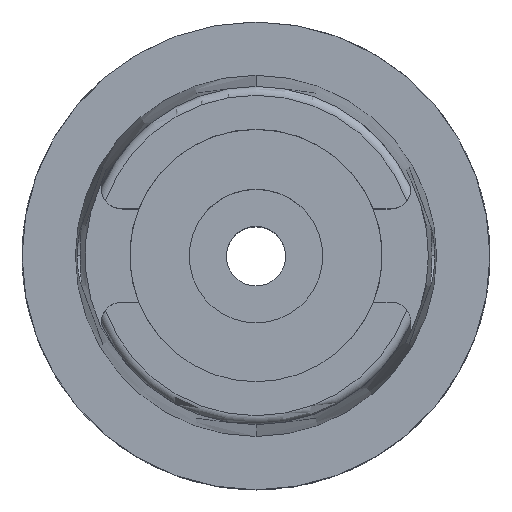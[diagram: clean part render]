
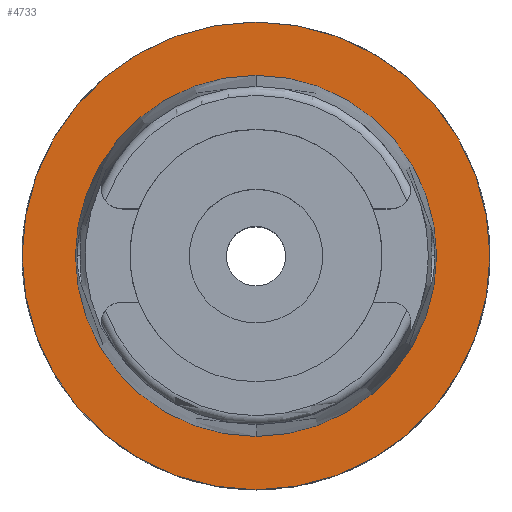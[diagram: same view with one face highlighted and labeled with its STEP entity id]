
A CAD part, top view. The second image highlights one B-rep face of the part: STEP entity #4733.
In plain terms, the highlighted planar face has unit normal (0, 0, 1).
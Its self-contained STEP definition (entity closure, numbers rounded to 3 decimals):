
#408 = FACE_BOUND ( 'NONE', #5350, .T. ) ;
#428 = EDGE_LOOP ( 'NONE', ( #4213, #3164 ) ) ;
#477 = DIRECTION ( 'NONE',  ( 0., 1., 0. ) ) ;
#800 = DIRECTION ( 'NONE',  ( 1., 0., 0. ) ) ;
#919 = CIRCLE ( 'NONE', #1361, 31.5 ) ;
#1096 = CARTESIAN_POINT ( 'NONE',  ( 0., 24.315, 0. ) ) ;
#1361 = AXIS2_PLACEMENT_3D ( 'NONE', #2390, #2937, #3319 ) ;
#1430 = CARTESIAN_POINT ( 'NONE',  ( 0., 0., 0. ) ) ;
#1977 = CARTESIAN_POINT ( 'NONE',  ( 0., -24.315, 0. ) ) ;
#2097 = EDGE_CURVE ( 'NONE', #3289, #4821, #4575, .T. ) ;
#2120 = PLANE ( 'NONE',  #5241 ) ;
#2187 = DIRECTION ( 'NONE',  ( 0., -1., 0. ) ) ;
#2352 = CARTESIAN_POINT ( 'NONE',  ( 0., 31.5, 0. ) ) ;
#2390 = CARTESIAN_POINT ( 'NONE',  ( 0., 0., 0. ) ) ;
#2472 = EDGE_CURVE ( 'NONE', #4821, #3289, #4663, .T. ) ;
#2542 = DIRECTION ( 'NONE',  ( 0., 0., -1. ) ) ;
#2622 = DIRECTION ( 'NONE',  ( 0., 1., 0. ) ) ;
#2925 = AXIS2_PLACEMENT_3D ( 'NONE', #5081, #4666, #477 ) ;
#2937 = DIRECTION ( 'NONE',  ( 0., 0., -1. ) ) ;
#3164 = ORIENTED_EDGE ( 'NONE', *, *, #3238, .F. ) ;
#3238 = EDGE_CURVE ( 'NONE', #4128, #4845, #919, .T. ) ;
#3289 = VERTEX_POINT ( 'NONE', #1977 ) ;
#3319 = DIRECTION ( 'NONE',  ( 0., -1., 0. ) ) ;
#3763 = CARTESIAN_POINT ( 'NONE',  ( 0., 0., 0. ) ) ;
#4096 = ORIENTED_EDGE ( 'NONE', *, *, #2097, .F. ) ;
#4123 = AXIS2_PLACEMENT_3D ( 'NONE', #1430, #4775, #2187 ) ;
#4128 = VERTEX_POINT ( 'NONE', #4354 ) ;
#4213 = ORIENTED_EDGE ( 'NONE', *, *, #4293, .F. ) ;
#4264 = AXIS2_PLACEMENT_3D ( 'NONE', #5047, #2542, #2622 ) ;
#4293 = EDGE_CURVE ( 'NONE', #4845, #4128, #4708, .T. ) ;
#4354 = CARTESIAN_POINT ( 'NONE',  ( 0., -31.5, 0. ) ) ;
#4575 = CIRCLE ( 'NONE', #4123, 24.315 ) ;
#4576 = FACE_OUTER_BOUND ( 'NONE', #428, .T. ) ;
#4663 = CIRCLE ( 'NONE', #2925, 24.315 ) ;
#4666 = DIRECTION ( 'NONE',  ( 0., 0., 1. ) ) ;
#4680 = DIRECTION ( 'NONE',  ( 0., 0., 1. ) ) ;
#4708 = CIRCLE ( 'NONE', #4264, 31.5 ) ;
#4733 = ADVANCED_FACE ( 'NONE', ( #4576, #408 ), #2120, .T. ) ;
#4775 = DIRECTION ( 'NONE',  ( 0., 0., 1. ) ) ;
#4821 = VERTEX_POINT ( 'NONE', #1096 ) ;
#4845 = VERTEX_POINT ( 'NONE', #2352 ) ;
#5009 = ORIENTED_EDGE ( 'NONE', *, *, #2472, .F. ) ;
#5047 = CARTESIAN_POINT ( 'NONE',  ( 0., 0., 0. ) ) ;
#5081 = CARTESIAN_POINT ( 'NONE',  ( 0., 0., 0. ) ) ;
#5241 = AXIS2_PLACEMENT_3D ( 'NONE', #3763, #4680, #800 ) ;
#5350 = EDGE_LOOP ( 'NONE', ( #5009, #4096 ) ) ;
